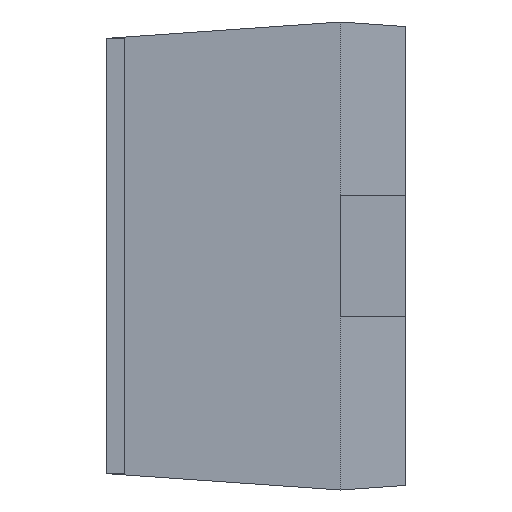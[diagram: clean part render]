
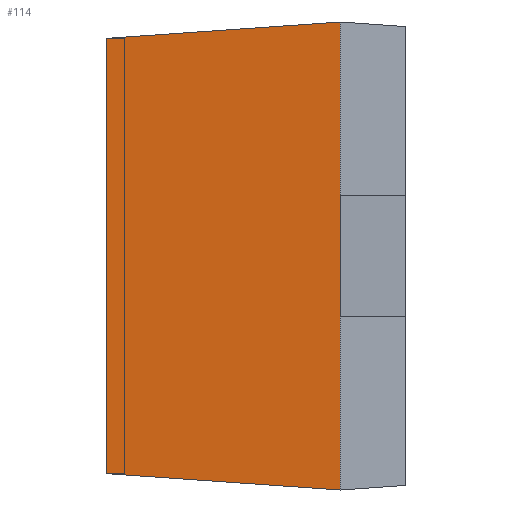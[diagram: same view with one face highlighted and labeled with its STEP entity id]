
A CAD part, left-side view. The second image highlights one B-rep face of the part: STEP entity #114.
In plain terms, the highlighted planar face has unit normal (-0.998, 0.07, 0).
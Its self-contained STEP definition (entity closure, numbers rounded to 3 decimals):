
#68 = LINE ( 'NONE', #234, #1050 ) ;
#114 = ADVANCED_FACE ( 'NONE', ( #875 ), #1208, .F. ) ;
#160 = CARTESIAN_POINT ( 'NONE',  ( -0.806, 0.8, 0.625 ) ) ;
#162 = DIRECTION ( 'NONE',  ( 0.998, -0.07, 0. ) ) ;
#169 = CARTESIAN_POINT ( 'NONE',  ( -0.85, 0.175, 0.625 ) ) ;
#173 = CARTESIAN_POINT ( 'NONE',  ( -0.85, 0.175, 0.625 ) ) ;
#181 = ORIENTED_EDGE ( 'NONE', *, *, #562, .F. ) ;
#203 = CARTESIAN_POINT ( 'NONE',  ( -0.85, 0.175, 0.625 ) ) ;
#234 = CARTESIAN_POINT ( 'NONE',  ( -0.85, 0.175, 0.625 ) ) ;
#389 = DIRECTION ( 'NONE',  ( 0., 0., -1. ) ) ;
#401 = ORIENTED_EDGE ( 'NONE', *, *, #421, .F. ) ;
#421 = EDGE_CURVE ( 'NONE', #862, #1231, #1080, .T. ) ;
#434 = DIRECTION ( 'NONE',  ( 0., 0., 1. ) ) ;
#509 = VECTOR ( 'NONE', #434, 1000. ) ;
#532 = DIRECTION ( 'NONE',  ( 0., 0., -1. ) ) ;
#562 = EDGE_CURVE ( 'NONE', #1231, #891, #1021, .T. ) ;
#587 = DIRECTION ( 'NONE',  ( -0.07, -0.995, 0.07 ) ) ;
#591 = EDGE_CURVE ( 'NONE', #938, #862, #68, .T. ) ;
#750 = VECTOR ( 'NONE', #780, 1000. ) ;
#759 = EDGE_CURVE ( 'NONE', #891, #938, #763, .T. ) ;
#763 = LINE ( 'NONE', #160, #509 ) ;
#780 = DIRECTION ( 'NONE',  ( 0.07, 0.995, 0.07 ) ) ;
#842 = ORIENTED_EDGE ( 'NONE', *, *, #591, .F. ) ;
#862 = VERTEX_POINT ( 'NONE', #173 ) ;
#875 = FACE_OUTER_BOUND ( 'NONE', #974, .T. ) ;
#887 = CARTESIAN_POINT ( 'NONE',  ( -0.807, 0.797, -0.582 ) ) ;
#891 = VERTEX_POINT ( 'NONE', #1211 ) ;
#938 = VERTEX_POINT ( 'NONE', #1218 ) ;
#959 = AXIS2_PLACEMENT_3D ( 'NONE', #169, #162, #532 ) ;
#974 = EDGE_LOOP ( 'NONE', ( #181, #401, #842, #1149 ) ) ;
#1006 = VECTOR ( 'NONE', #389, 1000. ) ;
#1021 = LINE ( 'NONE', #887, #750 ) ;
#1050 = VECTOR ( 'NONE', #587, 1000. ) ;
#1080 = LINE ( 'NONE', #203, #1006 ) ;
#1086 = CARTESIAN_POINT ( 'NONE',  ( -0.85, 0.175, -0.625 ) ) ;
#1149 = ORIENTED_EDGE ( 'NONE', *, *, #759, .F. ) ;
#1208 = PLANE ( 'NONE',  #959 ) ;
#1211 = CARTESIAN_POINT ( 'NONE',  ( -0.806, 0.8, -0.581 ) ) ;
#1218 = CARTESIAN_POINT ( 'NONE',  ( -0.806, 0.8, 0.581 ) ) ;
#1231 = VERTEX_POINT ( 'NONE', #1086 ) ;
